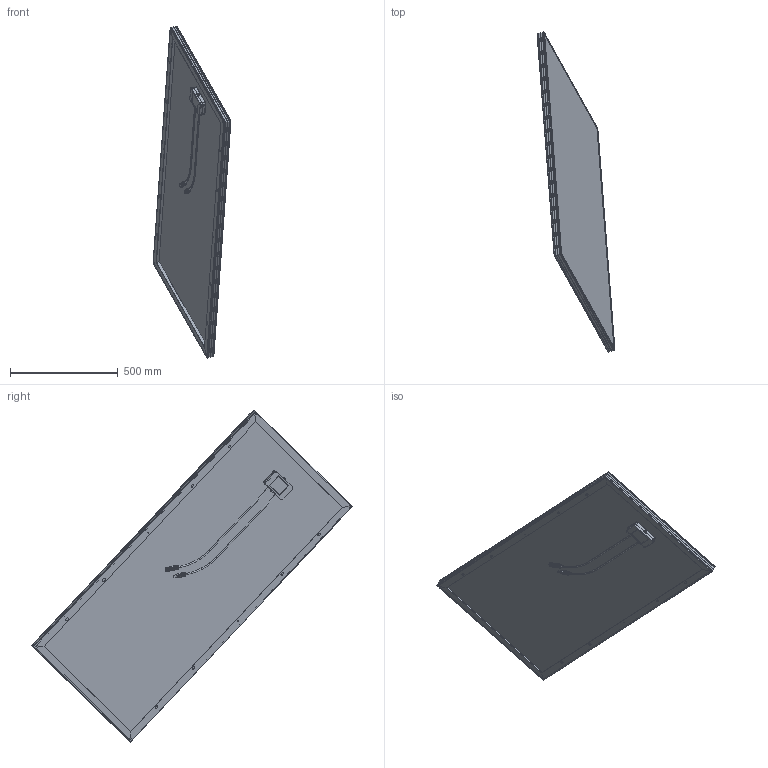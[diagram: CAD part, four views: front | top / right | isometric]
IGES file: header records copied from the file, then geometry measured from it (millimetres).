
Start section: SolidWorks IGES file using analytic representation for surfaces
Global section: file name: 1887 - Panneau Unisun 150-24 M - 1500 x 675 x 35 mm.IGS; native system: SolidWorks 2017; preprocessor: SolidWorks 2017; author: yoann; date: 201208.151822; units: millimetre
Bounding box: 360.77 x 1484.51 x 1537.45 mm (x, y, z)
Surface area: 2534443.4 mm2 (no closed solid volume)
Topology: 0 solids, 0 shells, 301 faces, 3092 edges, 3092 vertices
Faces by surface type: bspline 215, revolution 86
